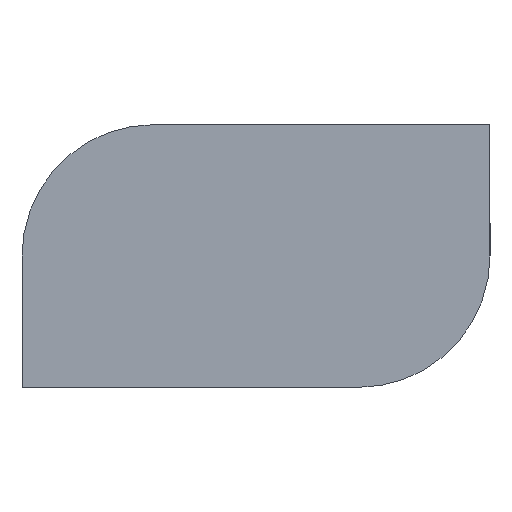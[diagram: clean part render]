
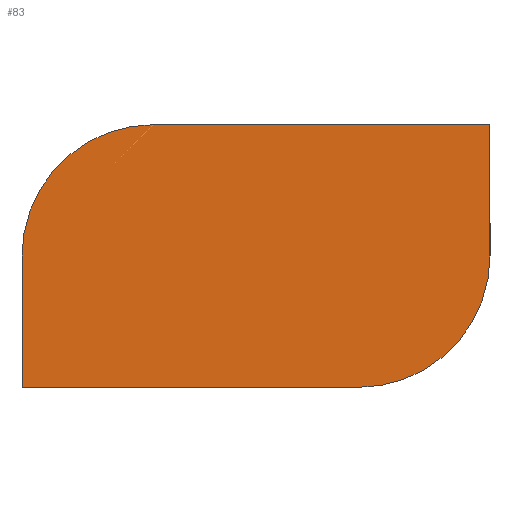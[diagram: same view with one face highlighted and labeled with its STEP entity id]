
A CAD part, front view. The second image highlights one B-rep face of the part: STEP entity #83.
In plain terms, the highlighted planar face has unit normal (0, -1, 0).
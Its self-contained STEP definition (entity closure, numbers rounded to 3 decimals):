
#1 = CARTESIAN_POINT ( 'NONE',  ( -6.95, -2.2, -3.9 ) ) ;
#5 = FACE_OUTER_BOUND ( 'NONE', #53, .T. ) ;
#7 = PLANE ( 'NONE',  #194 ) ;
#8 = DIRECTION ( 'NONE',  ( -1., 0., 0. ) ) ;
#32 = DIRECTION ( 'NONE',  ( 1., 0., 0. ) ) ;
#44 = VECTOR ( 'NONE', #444, 1000. ) ;
#48 = VECTOR ( 'NONE', #67, 1000. ) ;
#53 = EDGE_LOOP ( 'NONE', ( #228, #288, #193, #442, #100, #143 ) ) ;
#61 = EDGE_CURVE ( 'NONE', #203, #234, #449, .T. ) ;
#67 = DIRECTION ( 'NONE',  ( 0., 0., -1. ) ) ;
#78 = EDGE_CURVE ( 'NONE', #188, #419, #346, .T. ) ;
#83 = ADVANCED_FACE ( 'NONE', ( #5 ), #7, .F. ) ;
#86 = EDGE_CURVE ( 'NONE', #129, #188, #353, .T. ) ;
#90 = CARTESIAN_POINT ( 'NONE',  ( -6.95, -2.2, 0. ) ) ;
#96 = CARTESIAN_POINT ( 'NONE',  ( -6.95, -2.2, -3.9 ) ) ;
#100 = ORIENTED_EDGE ( 'NONE', *, *, #86, .F. ) ;
#102 = VECTOR ( 'NONE', #32, 1000. ) ;
#122 = EDGE_CURVE ( 'NONE', #206, #129, #153, .T. ) ;
#124 = DIRECTION ( 'NONE',  ( 0., 0., 1. ) ) ;
#129 = VERTEX_POINT ( 'NONE', #325 ) ;
#135 = CARTESIAN_POINT ( 'NONE',  ( 6.95, -2.2, -3.9 ) ) ;
#142 = DIRECTION ( 'NONE',  ( 0., 0., 1. ) ) ;
#143 = ORIENTED_EDGE ( 'NONE', *, *, #122, .F. ) ;
#153 = LINE ( 'NONE', #135, #48 ) ;
#158 = CARTESIAN_POINT ( 'NONE',  ( 6.95, -2.2, 3.9 ) ) ;
#163 = VECTOR ( 'NONE', #8, 1000. ) ;
#168 = CARTESIAN_POINT ( 'NONE',  ( -3.05, -2.2, 3.9 ) ) ;
#185 = EDGE_CURVE ( 'NONE', #419, #203, #355, .T. ) ;
#188 = VERTEX_POINT ( 'NONE', #240 ) ;
#193 = ORIENTED_EDGE ( 'NONE', *, *, #185, .F. ) ;
#194 = AXIS2_PLACEMENT_3D ( 'NONE', #397, #258, #124 ) ;
#201 = CARTESIAN_POINT ( 'NONE',  ( -6.95, -2.2, -3.9 ) ) ;
#203 = VERTEX_POINT ( 'NONE', #90 ) ;
#206 = VERTEX_POINT ( 'NONE', #158 ) ;
#213 = CARTESIAN_POINT ( 'NONE',  ( -3.05, -2.2, 0. ) ) ;
#228 = ORIENTED_EDGE ( 'NONE', *, *, #235, .F. ) ;
#234 = VERTEX_POINT ( 'NONE', #168 ) ;
#235 = EDGE_CURVE ( 'NONE', #234, #206, #372, .T. ) ;
#240 = CARTESIAN_POINT ( 'NONE',  ( 3.05, -2.2, -3.9 ) ) ;
#258 = DIRECTION ( 'NONE',  ( 0., 1., 0. ) ) ;
#268 = AXIS2_PLACEMENT_3D ( 'NONE', #213, #298, #142 ) ;
#288 = ORIENTED_EDGE ( 'NONE', *, *, #61, .F. ) ;
#296 = DIRECTION ( 'NONE',  ( 0., 0., 1. ) ) ;
#298 = DIRECTION ( 'NONE',  ( 0., 1., 0. ) ) ;
#318 = AXIS2_PLACEMENT_3D ( 'NONE', #395, #410, #296 ) ;
#325 = CARTESIAN_POINT ( 'NONE',  ( 6.95, -2.2, 0. ) ) ;
#346 = LINE ( 'NONE', #1, #163 ) ;
#353 = CIRCLE ( 'NONE', #318, 3.9 ) ;
#355 = LINE ( 'NONE', #201, #44 ) ;
#372 = LINE ( 'NONE', #409, #102 ) ;
#395 = CARTESIAN_POINT ( 'NONE',  ( 3.05, -2.2, 0. ) ) ;
#397 = CARTESIAN_POINT ( 'NONE',  ( 0., -2.2, 0. ) ) ;
#409 = CARTESIAN_POINT ( 'NONE',  ( -6.95, -2.2, 3.9 ) ) ;
#410 = DIRECTION ( 'NONE',  ( 0., 1., 0. ) ) ;
#419 = VERTEX_POINT ( 'NONE', #96 ) ;
#442 = ORIENTED_EDGE ( 'NONE', *, *, #78, .F. ) ;
#444 = DIRECTION ( 'NONE',  ( 0., 0., 1. ) ) ;
#449 = CIRCLE ( 'NONE', #268, 3.9 ) ;
